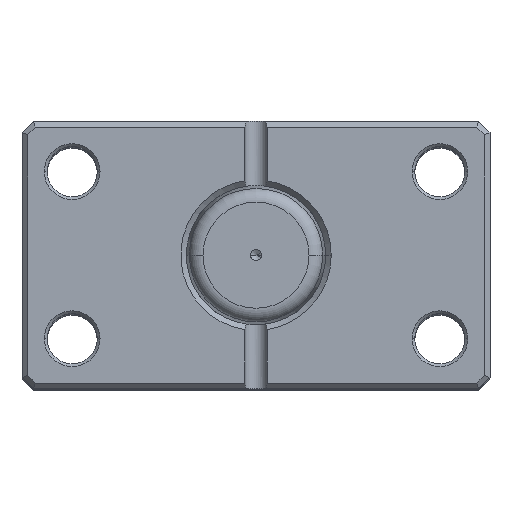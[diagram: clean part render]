
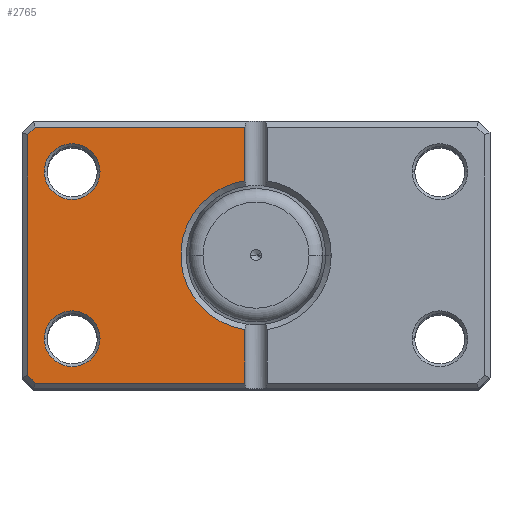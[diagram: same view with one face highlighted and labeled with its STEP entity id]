
A CAD part, top view. The second image highlights one B-rep face of the part: STEP entity #2765.
In plain terms, the highlighted face is planar.
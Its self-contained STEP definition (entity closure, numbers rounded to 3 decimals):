
#14 = ORIENTED_EDGE ( 'NONE', *, *, #1308, .T. ) ;
#27 = CARTESIAN_POINT ( 'NONE',  ( 41., 0., 0. ) ) ;
#63 = DIRECTION ( 'NONE',  ( 0.707, -0.707, 0. ) ) ;
#92 = DIRECTION ( 'NONE',  ( 0., 0., 1. ) ) ;
#205 = ORIENTED_EDGE ( 'NONE', *, *, #1077, .T. ) ;
#322 = DIRECTION ( 'NONE',  ( 1., 0., 0. ) ) ;
#336 = VECTOR ( 'NONE', #2852, 1000. ) ;
#370 = ORIENTED_EDGE ( 'NONE', *, *, #1085, .T. ) ;
#444 = CARTESIAN_POINT ( 'NONE',  ( 31.293, -31.293, 0. ) ) ;
#513 = DIRECTION ( 'NONE',  ( 0., 0., 1. ) ) ;
#539 = ORIENTED_EDGE ( 'NONE', *, *, #4540, .T. ) ;
#602 = ORIENTED_EDGE ( 'NONE', *, *, #1275, .T. ) ;
#667 = FACE_BOUND ( 'NONE', #4636, .T. ) ;
#681 = DIRECTION ( 'NONE',  ( 0., 0., 1. ) ) ;
#885 = CARTESIAN_POINT ( 'NONE',  ( 33., -15., 0. ) ) ;
#918 = DIRECTION ( 'NONE',  ( 1., 0., 0. ) ) ;
#1063 = CARTESIAN_POINT ( 'NONE',  ( 41., 21.586, 0. ) ) ;
#1077 = EDGE_CURVE ( 'NONE', #1086, #4348, #1521, .T. ) ;
#1085 = EDGE_CURVE ( 'NONE', #4409, #1936, #1382, .T. ) ;
#1086 = VERTEX_POINT ( 'NONE', #1281 ) ;
#1090 = FACE_BOUND ( 'NONE', #5348, .T. ) ;
#1100 = DIRECTION ( 'NONE',  ( 1., 0., 0. ) ) ;
#1104 = VECTOR ( 'NONE', #3415, 1000. ) ;
#1119 = VERTEX_POINT ( 'NONE', #4283 ) ;
#1126 = EDGE_CURVE ( 'NONE', #6092, #1169, #1246, .T. ) ;
#1157 = EDGE_CURVE ( 'NONE', #1169, #1576, #4025, .T. ) ;
#1169 = VERTEX_POINT ( 'NONE', #4240 ) ;
#1196 = EDGE_CURVE ( 'NONE', #1576, #4802, #2390, .T. ) ;
#1204 = EDGE_CURVE ( 'NONE', #4802, #1119, #5174, .T. ) ;
#1234 = EDGE_CURVE ( 'NONE', #1119, #2144, #2237, .T. ) ;
#1246 = LINE ( 'NONE', #5191, #3882 ) ;
#1271 = EDGE_CURVE ( 'NONE', #2144, #6008, #6004, .T. ) ;
#1275 = EDGE_CURVE ( 'NONE', #6008, #2559, #3416, .T. ) ;
#1281 = CARTESIAN_POINT ( 'NONE',  ( 38., -15., 0. ) ) ;
#1308 = EDGE_CURVE ( 'NONE', #2559, #6092, #4398, .T. ) ;
#1352 = CARTESIAN_POINT ( 'NONE',  ( 38., 15., 0. ) ) ;
#1363 = CARTESIAN_POINT ( 'NONE',  ( 0., 23., 0. ) ) ;
#1372 = DIRECTION ( 'NONE',  ( 0., 0., 1. ) ) ;
#1382 = CIRCLE ( 'NONE', #4285, 5. ) ;
#1437 = DIRECTION ( 'NONE',  ( -0.707, -0.707, 0. ) ) ;
#1521 = CIRCLE ( 'NONE', #4322, 5. ) ;
#1545 = CARTESIAN_POINT ( 'NONE',  ( 2., 13.351, 0. ) ) ;
#1570 = ORIENTED_EDGE ( 'NONE', *, *, #1271, .T. ) ;
#1576 = VERTEX_POINT ( 'NONE', #1545 ) ;
#1698 = CARTESIAN_POINT ( 'NONE',  ( 0., 0., 0. ) ) ;
#1746 = ORIENTED_EDGE ( 'NONE', *, *, #6242, .T. ) ;
#1786 = AXIS2_PLACEMENT_3D ( 'NONE', #3602, #681, #4074 ) ;
#1895 = CARTESIAN_POINT ( 'NONE',  ( 0., -23., 0. ) ) ;
#1912 = CIRCLE ( 'NONE', #1786, 5. ) ;
#1936 = VERTEX_POINT ( 'NONE', #4967 ) ;
#2144 = VERTEX_POINT ( 'NONE', #1063 ) ;
#2237 = LINE ( 'NONE', #4845, #4717 ) ;
#2273 = DIRECTION ( 'NONE',  ( 0., 1., 0. ) ) ;
#2301 = CARTESIAN_POINT ( 'NONE',  ( 28., -15., 0. ) ) ;
#2390 = LINE ( 'NONE', #2833, #336 ) ;
#2559 = VERTEX_POINT ( 'NONE', #3318 ) ;
#2645 = ORIENTED_EDGE ( 'NONE', *, *, #1126, .T. ) ;
#2653 = PLANE ( 'NONE',  #3682 ) ;
#2696 = VECTOR ( 'NONE', #3323, 1000. ) ;
#2765 = ADVANCED_FACE ( 'NONE', ( #1090, #667, #3243 ), #2653, .F. ) ;
#2811 = CARTESIAN_POINT ( 'NONE',  ( 2., -23., 0. ) ) ;
#2833 = CARTESIAN_POINT ( 'NONE',  ( 2., 24., 0. ) ) ;
#2852 = DIRECTION ( 'NONE',  ( 0., 1., 0. ) ) ;
#2864 = CIRCLE ( 'NONE', #2961, 5. ) ;
#2892 = DIRECTION ( 'NONE',  ( -1., 0., 0. ) ) ;
#2900 = CARTESIAN_POINT ( 'NONE',  ( 33., -15., 0. ) ) ;
#2961 = AXIS2_PLACEMENT_3D ( 'NONE', #2900, #92, #3425 ) ;
#3087 = DIRECTION ( 'NONE',  ( 0., 0., 1. ) ) ;
#3243 = FACE_OUTER_BOUND ( 'NONE', #3730, .T. ) ;
#3318 = CARTESIAN_POINT ( 'NONE',  ( 39.586, -23., 0. ) ) ;
#3323 = DIRECTION ( 'NONE',  ( 0., -1., 0. ) ) ;
#3402 = ORIENTED_EDGE ( 'NONE', *, *, #1157, .T. ) ;
#3415 = DIRECTION ( 'NONE',  ( 1., 0., 0. ) ) ;
#3416 = LINE ( 'NONE', #444, #4553 ) ;
#3425 = DIRECTION ( 'NONE',  ( 1., 0., 0. ) ) ;
#3602 = CARTESIAN_POINT ( 'NONE',  ( 33., 15., 0. ) ) ;
#3613 = DIRECTION ( 'NONE',  ( 0., 0., 1. ) ) ;
#3637 = CARTESIAN_POINT ( 'NONE',  ( 33., 15., 0. ) ) ;
#3682 = AXIS2_PLACEMENT_3D ( 'NONE', #1698, #1372, #1100 ) ;
#3685 = ORIENTED_EDGE ( 'NONE', *, *, #1204, .T. ) ;
#3730 = EDGE_LOOP ( 'NONE', ( #2645, #3402, #5843, #3685, #4187, #1570, #602, #14 ) ) ;
#3882 = VECTOR ( 'NONE', #2273, 1000. ) ;
#4025 = CIRCLE ( 'NONE', #4252, 13.5 ) ;
#4074 = DIRECTION ( 'NONE',  ( 1., 0., 0. ) ) ;
#4187 = ORIENTED_EDGE ( 'NONE', *, *, #1234, .T. ) ;
#4221 = DIRECTION ( 'NONE',  ( 1., 0., 0. ) ) ;
#4240 = CARTESIAN_POINT ( 'NONE',  ( 2., -13.351, 0. ) ) ;
#4252 = AXIS2_PLACEMENT_3D ( 'NONE', #5380, #513, #918 ) ;
#4283 = CARTESIAN_POINT ( 'NONE',  ( 39.586, 23., 0. ) ) ;
#4285 = AXIS2_PLACEMENT_3D ( 'NONE', #3637, #3613, #4221 ) ;
#4322 = AXIS2_PLACEMENT_3D ( 'NONE', #885, #3087, #322 ) ;
#4348 = VERTEX_POINT ( 'NONE', #2301 ) ;
#4398 = LINE ( 'NONE', #1895, #5719 ) ;
#4409 = VERTEX_POINT ( 'NONE', #1352 ) ;
#4540 = EDGE_CURVE ( 'NONE', #4348, #1086, #2864, .T. ) ;
#4553 = VECTOR ( 'NONE', #1437, 1000. ) ;
#4636 = EDGE_LOOP ( 'NONE', ( #1746, #370 ) ) ;
#4717 = VECTOR ( 'NONE', #63, 1000. ) ;
#4802 = VERTEX_POINT ( 'NONE', #5528 ) ;
#4845 = CARTESIAN_POINT ( 'NONE',  ( 31.293, 31.293, 0. ) ) ;
#4967 = CARTESIAN_POINT ( 'NONE',  ( 28., 15., 0. ) ) ;
#5129 = CARTESIAN_POINT ( 'NONE',  ( 41., -21.586, 0. ) ) ;
#5174 = LINE ( 'NONE', #1363, #1104 ) ;
#5191 = CARTESIAN_POINT ( 'NONE',  ( 2., 24., 0. ) ) ;
#5348 = EDGE_LOOP ( 'NONE', ( #539, #205 ) ) ;
#5380 = CARTESIAN_POINT ( 'NONE',  ( 0., 0., 0. ) ) ;
#5528 = CARTESIAN_POINT ( 'NONE',  ( 2., 23., 0. ) ) ;
#5719 = VECTOR ( 'NONE', #2892, 1000. ) ;
#5843 = ORIENTED_EDGE ( 'NONE', *, *, #1196, .T. ) ;
#6004 = LINE ( 'NONE', #27, #2696 ) ;
#6008 = VERTEX_POINT ( 'NONE', #5129 ) ;
#6092 = VERTEX_POINT ( 'NONE', #2811 ) ;
#6242 = EDGE_CURVE ( 'NONE', #1936, #4409, #1912, .T. ) ;
